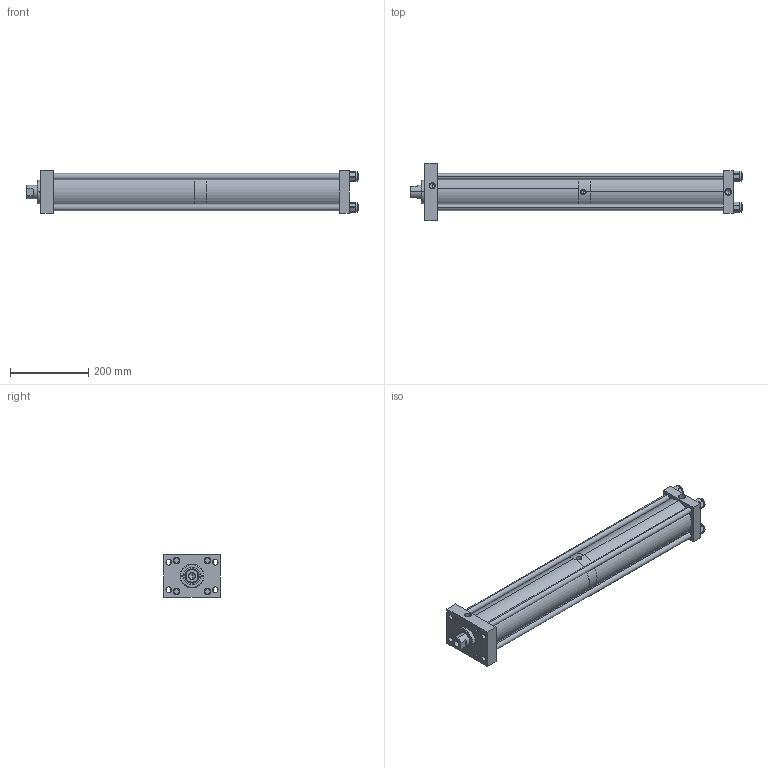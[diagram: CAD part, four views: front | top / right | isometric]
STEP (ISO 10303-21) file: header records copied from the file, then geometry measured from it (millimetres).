
FILE_DESCRIPTION (( 'STEP AP203' ), '1' );
FILE_NAME ('HZ-4-1.00-FH.STEP', '2016-04-20T12:57:38', ( 'myvpn' ), ( '' ), 'SwSTEP 2.0', 'SolidWorks 2014', '' );
FILE_SCHEMA (( 'CONFIG_CONTROL_DESIGN' ));
Length unit declared in the file: inch
Products named in the file (10): HZ0401_1.00; E0417; HZ0414_1.00; NLN .625; HZ0405_1.00; HZ-4-1.00-FH; E0404; HZ0418_1.00; F0403; HZ0410
Assembly tree (15 placements, depth 2):
  HZ-4-1.00-FH
    HZ0401_1.00
    HZ0405_1.00
    HZ0414_1.00
    HZ0410
    E0404
    F0403
    E0417
    HZ0418_1.00  x4
    NLN .625  x4
Bounding box: 851.03 x 146.05 x 107.95 mm (x, y, z)
Volume: 3002687.2 mm3; surface area: 749800.9 mm2
Topology: 15 solids, 15 shells, 316 faces, 732 edges, 459 vertices
Faces by surface type: cylinder 145, plane 119, cone 48, bspline 4
Entity records: 8634 total; most frequent: CARTESIAN_POINT 2114, DIRECTION 1195, ORIENTED_EDGE 1024, EDGE_CURVE 512, AXIS2_PLACEMENT_3D 487, VERTEX_POINT 327, EDGE_LOOP 281, CIRCLE 253
